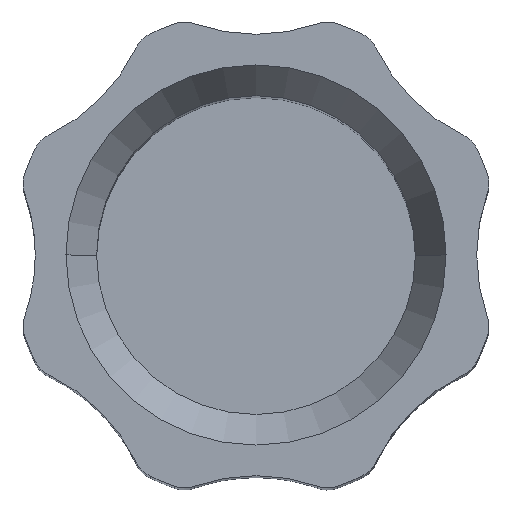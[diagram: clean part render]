
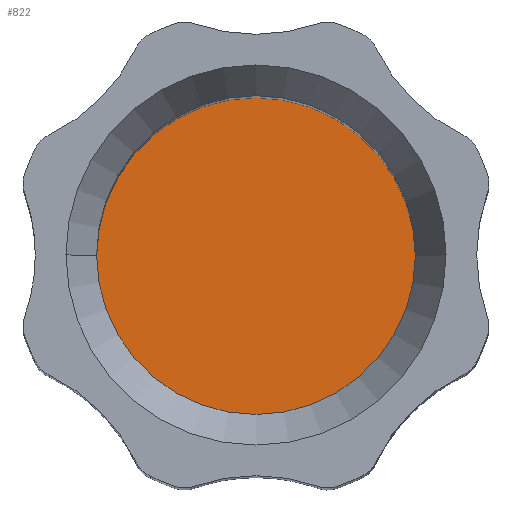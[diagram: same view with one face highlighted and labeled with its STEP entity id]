
A CAD part, top view. The second image highlights one B-rep face of the part: STEP entity #822.
In plain terms, the highlighted planar face has unit normal (0, 0, 1).
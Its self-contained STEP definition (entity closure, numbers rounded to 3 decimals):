
#251 = AXIS2_PLACEMENT_3D ( 'NONE', #1106, #521, #879 ) ;
#478 = EDGE_CURVE ( 'NONE', #1203, #929, #1131, .T. ) ;
#521 = DIRECTION ( 'NONE',  ( 0., 0., -1. ) ) ;
#619 = DIRECTION ( 'NONE',  ( 0., 0., -1. ) ) ;
#727 = AXIS2_PLACEMENT_3D ( 'NONE', #1083, #619, #843 ) ;
#755 = ORIENTED_EDGE ( 'NONE', *, *, #478, .F. ) ;
#784 = DIRECTION ( 'NONE',  ( 0., 0., 1. ) ) ;
#802 = AXIS2_PLACEMENT_3D ( 'NONE', #1379, #784, #1010 ) ;
#822 = ADVANCED_FACE ( 'NONE', ( #1522 ), #1491, .T. ) ;
#843 = DIRECTION ( 'NONE',  ( 1., 0., 0. ) ) ;
#846 = ORIENTED_EDGE ( 'NONE', *, *, #1134, .F. ) ;
#879 = DIRECTION ( 'NONE',  ( 1., 0., 0. ) ) ;
#929 = VERTEX_POINT ( 'NONE', #940 ) ;
#940 = CARTESIAN_POINT ( 'NONE',  ( -2.6, 0., 1. ) ) ;
#1010 = DIRECTION ( 'NONE',  ( 1., 0., 0. ) ) ;
#1083 = CARTESIAN_POINT ( 'NONE',  ( 0., 0., 1. ) ) ;
#1106 = CARTESIAN_POINT ( 'NONE',  ( 0., 0., 1. ) ) ;
#1131 = CIRCLE ( 'NONE', #727, 2.6 ) ;
#1134 = EDGE_CURVE ( 'NONE', #929, #1203, #1387, .T. ) ;
#1203 = VERTEX_POINT ( 'NONE', #1477 ) ;
#1379 = CARTESIAN_POINT ( 'NONE',  ( 0., 0., 1. ) ) ;
#1387 = CIRCLE ( 'NONE', #251, 2.6 ) ;
#1477 = CARTESIAN_POINT ( 'NONE',  ( 2.6, 0., 1. ) ) ;
#1491 = PLANE ( 'NONE',  #802 ) ;
#1492 = EDGE_LOOP ( 'NONE', ( #755, #846 ) ) ;
#1522 = FACE_OUTER_BOUND ( 'NONE', #1492, .T. ) ;
